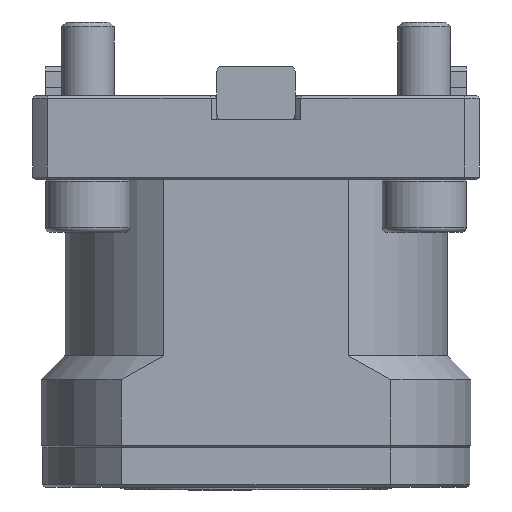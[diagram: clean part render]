
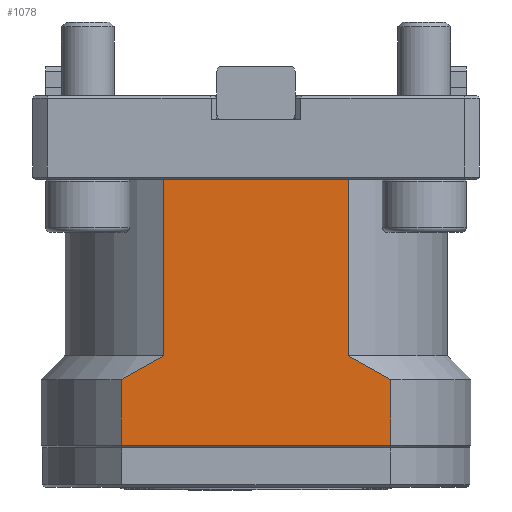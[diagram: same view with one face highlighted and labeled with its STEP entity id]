
A CAD part, left-side view. The second image highlights one B-rep face of the part: STEP entity #1078.
In plain terms, the highlighted planar face has unit normal (-1, 0, 0).
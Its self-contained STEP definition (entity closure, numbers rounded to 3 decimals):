
#297=LINE('',#6146,#643);
#298=LINE('',#6226,#644);
#300=LINE('',#6232,#646);
#301=LINE('',#6234,#647);
#302=LINE('',#6235,#648);
#303=LINE('',#6237,#649);
#643=VECTOR('',#4703,1.);
#644=VECTOR('',#4722,1.);
#646=VECTOR('',#4728,1.);
#647=VECTOR('',#4729,1.);
#648=VECTOR('',#4730,1.);
#649=VECTOR('',#4731,1.);
#935=B_SPLINE_CURVE_WITH_KNOTS('',3,(#5710,#5711,#5712,#5713),
 .UNSPECIFIED.,.F.,.F.,(4,4),(0.,1.),.UNSPECIFIED.);
#937=B_SPLINE_CURVE_WITH_KNOTS('',3,(#5728,#5729,#5730,#5731),
 .UNSPECIFIED.,.F.,.F.,(4,4),(0.,1.),.UNSPECIFIED.);
#1078=ADVANCED_FACE('',(#1430),#1264,.F.);
#1264=PLANE('',#4014);
#1430=FACE_OUTER_BOUND('',#1640,.T.);
#1640=EDGE_LOOP('',(#2357,#2358,#2359,#2360,#2361,#2362,#2363,#2364));
#2357=ORIENTED_EDGE('',*,*,#3499,.F.);
#2358=ORIENTED_EDGE('',*,*,#3515,.T.);
#2359=ORIENTED_EDGE('',*,*,#3516,.T.);
#2360=ORIENTED_EDGE('',*,*,#3294,.T.);
#2361=ORIENTED_EDGE('',*,*,#3512,.T.);
#2362=ORIENTED_EDGE('',*,*,#3517,.T.);
#2363=ORIENTED_EDGE('',*,*,#3518,.F.);
#2364=ORIENTED_EDGE('',*,*,#3299,.F.);
#2930=VERTEX_POINT('',#5714);
#2931=VERTEX_POINT('',#5715);
#2934=VERTEX_POINT('',#5726);
#2936=VERTEX_POINT('',#5732);
#3059=VERTEX_POINT('',#6145);
#3070=VERTEX_POINT('',#6227);
#3072=VERTEX_POINT('',#6233);
#3073=VERTEX_POINT('',#6236);
#3294=EDGE_CURVE('',#2930,#2931,#935,.T.);
#3299=EDGE_CURVE('',#2934,#2936,#937,.T.);
#3499=EDGE_CURVE('',#3059,#2934,#297,.T.);
#3512=EDGE_CURVE('',#2931,#3070,#298,.T.);
#3515=EDGE_CURVE('',#3059,#3072,#300,.T.);
#3516=EDGE_CURVE('',#3072,#2930,#301,.T.);
#3517=EDGE_CURVE('',#3070,#3073,#302,.T.);
#3518=EDGE_CURVE('',#2936,#3073,#303,.T.);
#4014=AXIS2_PLACEMENT_3D('',#6238,#4732,#4733);
#4703=DIRECTION('',(0.,0.,1.));
#4722=DIRECTION('',(0.,0.,1.));
#4728=DIRECTION('',(0.,-1.,0.));
#4729=DIRECTION('',(0.,0.,1.));
#4730=DIRECTION('',(0.,1.,0.));
#4731=DIRECTION('',(0.,0.,1.));
#4732=DIRECTION('',(1.,0.,0.));
#4733=DIRECTION('',(0.,0.,1.));
#5710=CARTESIAN_POINT('',(-32.,-25.632,-54.));
#5711=CARTESIAN_POINT('',(-32.,-23.016,-52.364));
#5712=CARTESIAN_POINT('',(-32.,-20.339,-50.838));
#5713=CARTESIAN_POINT('',(-32.,-17.557,-49.5));
#5714=CARTESIAN_POINT('',(-32.,-25.632,-54.));
#5715=CARTESIAN_POINT('',(-32.,-17.557,-49.5));
#5726=CARTESIAN_POINT('',(-32.,25.632,-54.));
#5728=CARTESIAN_POINT('',(-32.,25.632,-54.));
#5729=CARTESIAN_POINT('',(-32.,23.016,-52.364));
#5730=CARTESIAN_POINT('',(-32.,20.339,-50.838));
#5731=CARTESIAN_POINT('',(-32.,17.557,-49.5));
#5732=CARTESIAN_POINT('',(-32.,17.557,-49.5));
#6145=CARTESIAN_POINT('',(-32.,25.632,-66.5));
#6146=CARTESIAN_POINT('',(-32.,25.632,57.));
#6226=CARTESIAN_POINT('',(-32.,-17.557,57.));
#6227=CARTESIAN_POINT('',(-32.,-17.557,-16.));
#6232=CARTESIAN_POINT('',(-32.,-25.632,-66.5));
#6233=CARTESIAN_POINT('',(-32.,-25.632,-66.5));
#6234=CARTESIAN_POINT('',(-32.,-25.632,57.));
#6235=CARTESIAN_POINT('',(-32.,-140.762,-16.));
#6236=CARTESIAN_POINT('',(-32.,17.557,-16.));
#6237=CARTESIAN_POINT('',(-32.,17.557,57.));
#6238=CARTESIAN_POINT('',(-32.,-140.762,-16.));
